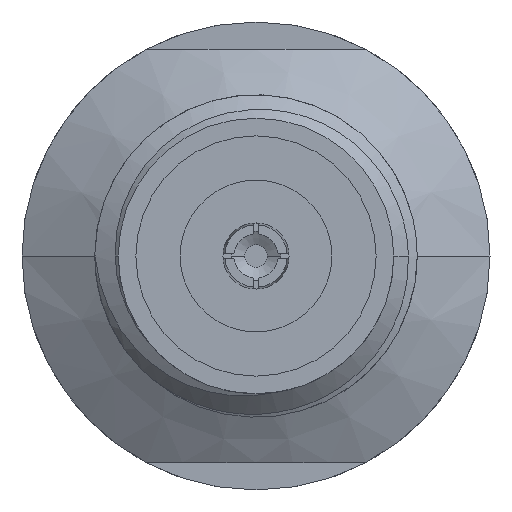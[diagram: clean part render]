
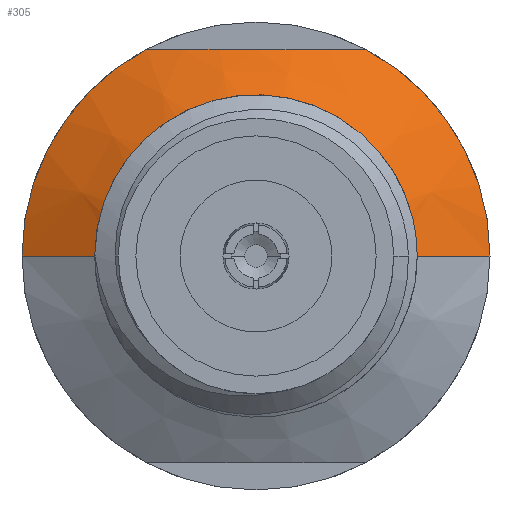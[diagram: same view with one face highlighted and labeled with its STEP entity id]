
A CAD part, left-side view. The second image highlights one B-rep face of the part: STEP entity #305.
In plain terms, the highlighted conical face has half-angle 60 degrees and reference radius 3.575 mm.
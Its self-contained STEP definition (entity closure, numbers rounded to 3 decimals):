
#36 = ORIENTED_EDGE ( 'NONE', *, *, #2712, .T. ) ;
#71 = CARTESIAN_POINT ( 'NONE',  ( 6.6, -2.65, 0. ) ) ;
#78 = AXIS2_PLACEMENT_3D ( 'NONE', #2992, #1476, #4796 ) ;
#186 = ORIENTED_EDGE ( 'NONE', *, *, #1300, .F. ) ;
#294 = DIRECTION ( 'NONE',  ( -1., 0., 0. ) ) ;
#305 = ADVANCED_FACE ( 'NONE', ( #3386 ), #1176, .T. ) ;
#307 = CARTESIAN_POINT ( 'NONE',  ( 7.668, 2.109, 3.975 ) ) ;
#351 = DIRECTION ( 'NONE',  ( 0.5, -0.866, 0. ) ) ;
#356 = CARTESIAN_POINT ( 'NONE',  ( 7.668, 4.5, 0. ) ) ;
#493 = VECTOR ( 'NONE', #3096, 1000. ) ;
#500 = CARTESIAN_POINT ( 'NONE',  ( 7.365, 0.35, 3.975 ) ) ;
#520 = CARTESIAN_POINT ( 'NONE',  ( 7.668, 2.109, 3.975 ) ) ;
#793 = CIRCLE ( 'NONE', #950, 4.5 ) ;
#861 = CARTESIAN_POINT ( 'NONE',  ( 7.366, -0.72, 3.975 ) ) ;
#888 = CARTESIAN_POINT ( 'NONE',  ( 7.574, 1.763, 3.975 ) ) ;
#909 = CARTESIAN_POINT ( 'NONE',  ( 7.481, -1.419, 3.975 ) ) ;
#950 = AXIS2_PLACEMENT_3D ( 'NONE', #1299, #2717, #3827 ) ;
#1088 = CARTESIAN_POINT ( 'NONE',  ( 6.6, 0., 0. ) ) ;
#1176 = CONICAL_SURFACE ( 'NONE', #78, 3.575, 1.047 ) ;
#1246 = ORIENTED_EDGE ( 'NONE', *, *, #4469, .T. ) ;
#1299 = CARTESIAN_POINT ( 'NONE',  ( 7.668, 0., 0. ) ) ;
#1300 = EDGE_CURVE ( 'NONE', #1337, #3978, #2456, .T. ) ;
#1337 = VERTEX_POINT ( 'NONE', #3166 ) ;
#1476 = DIRECTION ( 'NONE',  ( 1., 0., 0. ) ) ;
#1693 = CARTESIAN_POINT ( 'NONE',  ( 7.134, 3.575, 0. ) ) ;
#1763 = ORIENTED_EDGE ( 'NONE', *, *, #2367, .T. ) ;
#1797 = DIRECTION ( 'NONE',  ( 0., 1., 0. ) ) ;
#1921 = EDGE_LOOP ( 'NONE', ( #186, #2656, #1763, #1246, #36, #3579 ) ) ;
#1930 = DIRECTION ( 'NONE',  ( 0., 1., 0. ) ) ;
#1992 = CARTESIAN_POINT ( 'NONE',  ( 7.393, 0.709, 3.975 ) ) ;
#2270 = AXIS2_PLACEMENT_3D ( 'NONE', #4015, #294, #1930 ) ;
#2333 = EDGE_CURVE ( 'NONE', #2871, #1337, #3829, .T. ) ;
#2361 = VERTEX_POINT ( 'NONE', #307 ) ;
#2367 = EDGE_CURVE ( 'NONE', #2871, #4011, #3242, .T. ) ;
#2456 = LINE ( 'NONE', #1693, #493 ) ;
#2504 = DIRECTION ( 'NONE',  ( -1., 0., 0. ) ) ;
#2547 = B_SPLINE_CURVE_WITH_KNOTS ( 'NONE', 3,
 ( #2725, #909, #861, #500, #1992, #4612, #888, #520 ),
 .UNSPECIFIED., .F., .F.,
 ( 4, 2, 2, 4 ),
 ( 0., 0.002, 0.003, 0.004 ),
 .UNSPECIFIED. ) ;
#2656 = ORIENTED_EDGE ( 'NONE', *, *, #2333, .F. ) ;
#2712 = EDGE_CURVE ( 'NONE', #4780, #2361, #2547, .T. ) ;
#2717 = DIRECTION ( 'NONE',  ( -1., 0., 0. ) ) ;
#2725 = CARTESIAN_POINT ( 'NONE',  ( 7.668, -2.109, 3.975 ) ) ;
#2871 = VERTEX_POINT ( 'NONE', #71 ) ;
#2992 = CARTESIAN_POINT ( 'NONE',  ( 7.134, 0., 0. ) ) ;
#3096 = DIRECTION ( 'NONE',  ( 0.5, 0.866, 0. ) ) ;
#3118 = AXIS2_PLACEMENT_3D ( 'NONE', #1088, #2504, #1797 ) ;
#3129 = CIRCLE ( 'NONE', #2270, 4.5 ) ;
#3166 = CARTESIAN_POINT ( 'NONE',  ( 6.6, 2.65, 0. ) ) ;
#3242 = LINE ( 'NONE', #4821, #4686 ) ;
#3382 = EDGE_CURVE ( 'NONE', #2361, #3978, #3129, .T. ) ;
#3386 = FACE_OUTER_BOUND ( 'NONE', #1921, .T. ) ;
#3395 = CARTESIAN_POINT ( 'NONE',  ( 7.668, -4.5, 0. ) ) ;
#3423 = CARTESIAN_POINT ( 'NONE',  ( 7.668, -2.109, 3.975 ) ) ;
#3579 = ORIENTED_EDGE ( 'NONE', *, *, #3382, .T. ) ;
#3827 = DIRECTION ( 'NONE',  ( 0., -0.469, -0.883 ) ) ;
#3829 = CIRCLE ( 'NONE', #3118, 2.65 ) ;
#3978 = VERTEX_POINT ( 'NONE', #356 ) ;
#4011 = VERTEX_POINT ( 'NONE', #3395 ) ;
#4015 = CARTESIAN_POINT ( 'NONE',  ( 7.668, 0., 0. ) ) ;
#4469 = EDGE_CURVE ( 'NONE', #4011, #4780, #793, .T. ) ;
#4612 = CARTESIAN_POINT ( 'NONE',  ( 7.498, 1.415, 3.975 ) ) ;
#4686 = VECTOR ( 'NONE', #351, 1000. ) ;
#4780 = VERTEX_POINT ( 'NONE', #3423 ) ;
#4796 = DIRECTION ( 'NONE',  ( 0., -1., 0. ) ) ;
#4821 = CARTESIAN_POINT ( 'NONE',  ( 7.134, -3.575, 0. ) ) ;
